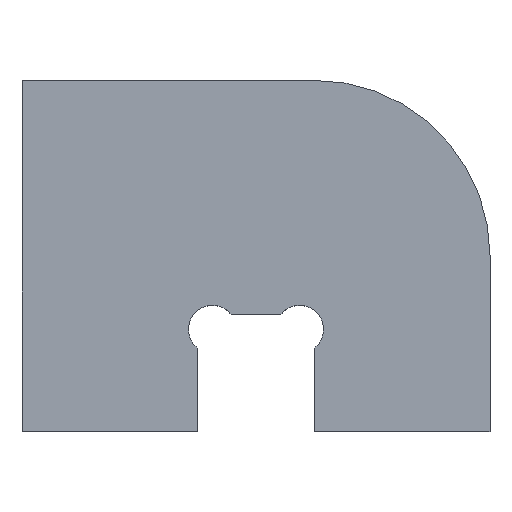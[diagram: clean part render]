
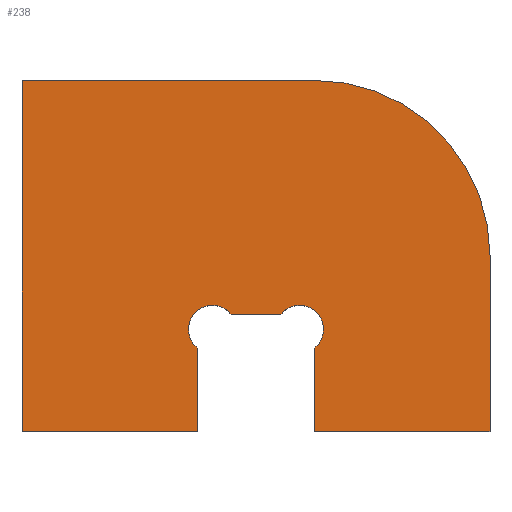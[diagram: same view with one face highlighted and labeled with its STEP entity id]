
A CAD part, top view. The second image highlights one B-rep face of the part: STEP entity #238.
In plain terms, the highlighted planar face has unit normal (0, 0, 1).
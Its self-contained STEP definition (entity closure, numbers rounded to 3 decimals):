
#16=PLANE('',#269);
#28=FACE_OUTER_BOUND('',#41,.T.);
#41=EDGE_LOOP('',(#178,#179,#180,#181,#182,#183,#184,#185,#186,#187,#188));
#52=CIRCLE('',#264,2.05);
#54=CIRCLE('',#267,2.05);
#55=CIRCLE('',#270,15.);
#63=LINE('',#372,#90);
#64=LINE('',#375,#91);
#65=LINE('',#377,#92);
#66=LINE('',#381,#93);
#67=LINE('',#383,#94);
#68=LINE('',#385,#95);
#69=LINE('',#386,#96);
#70=LINE('',#387,#97);
#90=VECTOR('',#303,10.);
#91=VECTOR('',#306,10.);
#92=VECTOR('',#307,10.);
#93=VECTOR('',#310,10.);
#94=VECTOR('',#311,10.);
#95=VECTOR('',#312,10.);
#96=VECTOR('',#313,10.);
#97=VECTOR('',#314,10.);
#112=VERTEX_POINT('',#351);
#114=VERTEX_POINT('',#355);
#116=VERTEX_POINT('',#360);
#118=VERTEX_POINT('',#364);
#120=VERTEX_POINT('',#370);
#121=VERTEX_POINT('',#374);
#122=VERTEX_POINT('',#376);
#123=VERTEX_POINT('',#378);
#124=VERTEX_POINT('',#380);
#125=VERTEX_POINT('',#382);
#126=VERTEX_POINT('',#384);
#136=EDGE_CURVE('',#112,#114,#52,.T.);
#140=EDGE_CURVE('',#116,#118,#54,.T.);
#143=EDGE_CURVE('',#114,#120,#63,.T.);
#144=EDGE_CURVE('',#120,#121,#64,.T.);
#145=EDGE_CURVE('',#121,#122,#65,.T.);
#146=EDGE_CURVE('',#123,#122,#55,.T.);
#147=EDGE_CURVE('',#123,#124,#66,.T.);
#148=EDGE_CURVE('',#124,#125,#67,.T.);
#149=EDGE_CURVE('',#125,#126,#68,.T.);
#150=EDGE_CURVE('',#126,#116,#69,.T.);
#151=EDGE_CURVE('',#118,#112,#70,.T.);
#178=ORIENTED_EDGE('',*,*,#136,.T.);
#179=ORIENTED_EDGE('',*,*,#143,.T.);
#180=ORIENTED_EDGE('',*,*,#144,.T.);
#181=ORIENTED_EDGE('',*,*,#145,.T.);
#182=ORIENTED_EDGE('',*,*,#146,.F.);
#183=ORIENTED_EDGE('',*,*,#147,.T.);
#184=ORIENTED_EDGE('',*,*,#148,.T.);
#185=ORIENTED_EDGE('',*,*,#149,.T.);
#186=ORIENTED_EDGE('',*,*,#150,.T.);
#187=ORIENTED_EDGE('',*,*,#140,.T.);
#188=ORIENTED_EDGE('',*,*,#151,.T.);
#238=ADVANCED_FACE('',(#28),#16,.T.);
#264=AXIS2_PLACEMENT_3D('',#357,#289,#290);
#267=AXIS2_PLACEMENT_3D('',#366,#297,#298);
#269=AXIS2_PLACEMENT_3D('',#373,#304,#305);
#270=AXIS2_PLACEMENT_3D('',#379,#308,#309);
#289=DIRECTION('center_axis',(0.,0.,-1.));
#290=DIRECTION('ref_axis',(-1.,0.,0.));
#297=DIRECTION('center_axis',(0.,0.,-1.));
#298=DIRECTION('ref_axis',(-1.,0.,0.));
#303=DIRECTION('',(0.,-1.,0.));
#304=DIRECTION('center_axis',(0.,0.,1.));
#305=DIRECTION('ref_axis',(1.,0.,0.));
#306=DIRECTION('',(1.,0.,0.));
#307=DIRECTION('',(0.,1.,0.));
#308=DIRECTION('center_axis',(0.,0.,-1.));
#309=DIRECTION('ref_axis',(0.707,0.707,0.));
#310=DIRECTION('',(-1.,0.,0.));
#311=DIRECTION('',(0.,-1.,0.));
#312=DIRECTION('',(1.,0.,0.));
#313=DIRECTION('',(0.,1.,0.));
#314=DIRECTION('',(1.,0.,0.));
#351=CARTESIAN_POINT('',(22.12,0.,10.));
#355=CARTESIAN_POINT('',(25.,-2.88,10.));
#357=CARTESIAN_POINT('Origin',(23.727,-1.273,10.));
#360=CARTESIAN_POINT('',(15.,-2.88,10.));
#364=CARTESIAN_POINT('',(17.88,0.,10.));
#366=CARTESIAN_POINT('Origin',(16.273,-1.273,10.));
#370=CARTESIAN_POINT('',(25.,-10.,10.));
#372=CARTESIAN_POINT('',(25.,0.,10.));
#373=CARTESIAN_POINT('Origin',(20.,5.,10.));
#374=CARTESIAN_POINT('',(40.,-10.,10.));
#375=CARTESIAN_POINT('',(25.,-10.,10.));
#376=CARTESIAN_POINT('',(40.,5.,10.));
#377=CARTESIAN_POINT('',(40.,-10.,10.));
#378=CARTESIAN_POINT('',(25.,20.,10.));
#379=CARTESIAN_POINT('Origin',(25.,5.,10.));
#380=CARTESIAN_POINT('',(0.,20.,10.));
#381=CARTESIAN_POINT('',(40.,20.,10.));
#382=CARTESIAN_POINT('',(0.,-10.,10.));
#383=CARTESIAN_POINT('',(0.,20.,10.));
#384=CARTESIAN_POINT('',(15.,-10.,10.));
#385=CARTESIAN_POINT('',(15.,-10.,10.));
#386=CARTESIAN_POINT('',(15.,0.,10.));
#387=CARTESIAN_POINT('',(0.,0.,10.));
